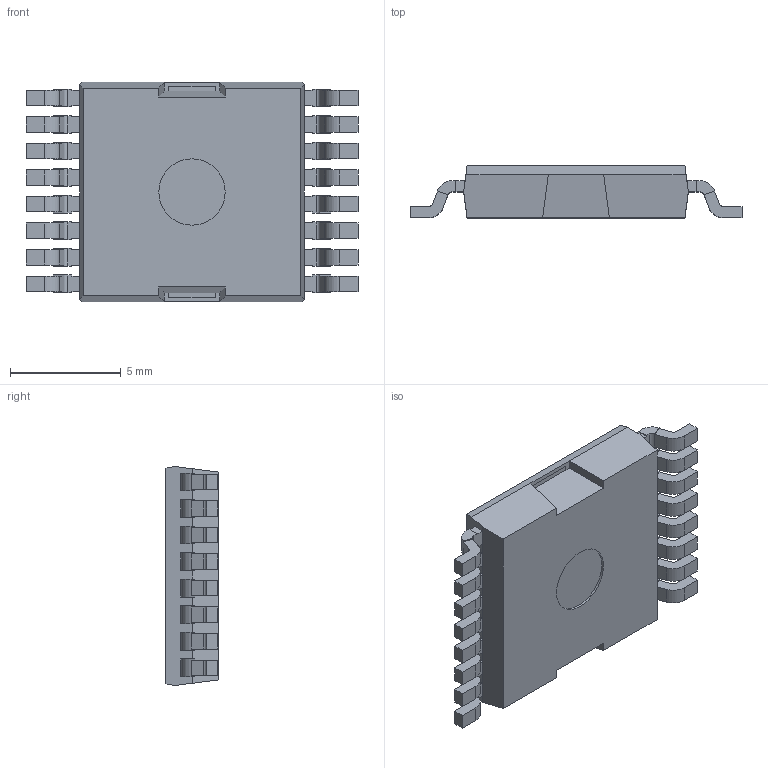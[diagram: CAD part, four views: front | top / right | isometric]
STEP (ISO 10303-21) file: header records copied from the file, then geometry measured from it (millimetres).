
FILE_DESCRIPTION (( 'STEP AP214' ), '1' );
FILE_NAME ('IPTC019N10NM5ATMA1.STEP', '2021-11-13T22:18:42', ( '' ), ( '' ), 'SwSTEP 2.0', 'SolidWorks 2017', '' );
FILE_SCHEMA (( 'AUTOMOTIVE_DESIGN' ));
Length unit declared in the file: millimetre
Products named in the file (1): IPTC019N10NM5ATMA1
Bounding box: 15 x 2.35 x 9.9 mm (x, y, z)
Volume: 240.2 mm3; surface area: 543.1 mm2
Topology: 19 solids, 19 shells, 441 faces, 1140 edges, 736 vertices
Faces by surface type: plane 371, cylinder 70
Entity records: 13402 total; most frequent: CARTESIAN_POINT 2318, ORIENTED_EDGE 2280, DIRECTION 2164, EDGE_CURVE 1140, VECTOR 1000, LINE 1000, VERTEX_POINT 736, AXIS2_PLACEMENT_3D 582
